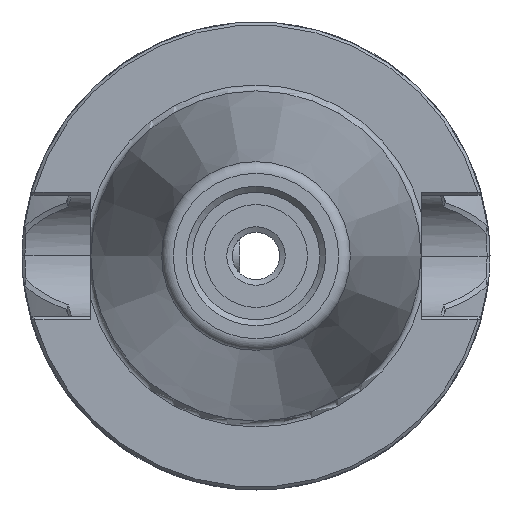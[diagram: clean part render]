
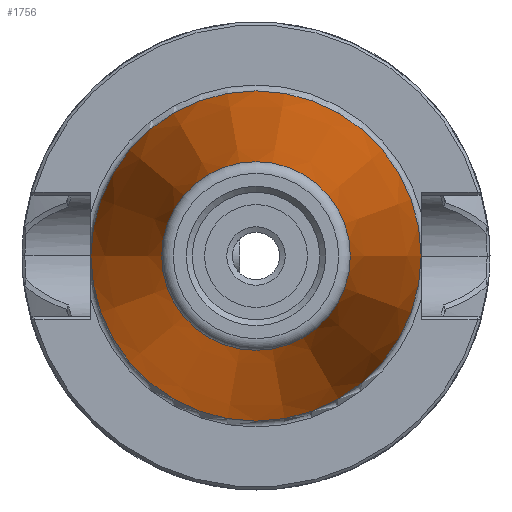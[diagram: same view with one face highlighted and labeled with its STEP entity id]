
A CAD part, left-side view. The second image highlights one B-rep face of the part: STEP entity #1756.
In plain terms, the highlighted conical face has half-angle 8.445 degrees and reference radius 17.363 mm.
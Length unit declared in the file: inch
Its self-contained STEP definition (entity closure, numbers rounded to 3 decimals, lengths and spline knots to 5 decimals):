
#257=LINE('',#3899,#345);
#345=VECTOR('',#2305,0.68356);
#360=CONICAL_SURFACE('',#1917,0.68356,0.147);
#527=FACE_OUTER_BOUND('',#629,.T.);
#629=EDGE_LOOP('',(#1580,#1581,#1582,#1583,#1584));
#690=CIRCLE('',#1918,0.875);
#691=CIRCLE('',#1919,0.50004);
#692=CIRCLE('',#1920,0.50004);
#860=VERTEX_POINT('',#3896);
#861=VERTEX_POINT('',#3898);
#862=VERTEX_POINT('',#3900);
#1106=EDGE_CURVE('',#860,#860,#690,.T.);
#1107=EDGE_CURVE('',#860,#861,#257,.T.);
#1108=EDGE_CURVE('',#862,#861,#691,.T.);
#1109=EDGE_CURVE('',#861,#862,#692,.T.);
#1580=ORIENTED_EDGE('',*,*,#1106,.T.);
#1581=ORIENTED_EDGE('',*,*,#1107,.T.);
#1582=ORIENTED_EDGE('',*,*,#1108,.F.);
#1583=ORIENTED_EDGE('',*,*,#1109,.F.);
#1584=ORIENTED_EDGE('',*,*,#1107,.F.);
#1756=ADVANCED_FACE('',(#527),#360,.T.);
#1917=AXIS2_PLACEMENT_3D('',#3895,#2301,#2302);
#1918=AXIS2_PLACEMENT_3D('',#3897,#2303,#2304);
#1919=AXIS2_PLACEMENT_3D('',#3901,#2306,#2307);
#1920=AXIS2_PLACEMENT_3D('',#3902,#2308,#2309);
#2301=DIRECTION('center_axis',(1.,0.,0.));
#2302=DIRECTION('ref_axis',(0.,-1.,0.));
#2303=DIRECTION('center_axis',(-1.,0.,0.));
#2304=DIRECTION('ref_axis',(0.,0.,1.));
#2305=DIRECTION('',(-0.989,-0.147,0.));
#2306=DIRECTION('center_axis',(-1.,0.,0.));
#2307=DIRECTION('ref_axis',(0.,1.,0.));
#2308=DIRECTION('center_axis',(-1.,0.,0.));
#2309=DIRECTION('ref_axis',(0.,1.,0.));
#3895=CARTESIAN_POINT('Origin',(-1.28937,0.,0.));
#3896=CARTESIAN_POINT('',(0.,0.875,0.));
#3897=CARTESIAN_POINT('Origin',(0.,0.,0.));
#3898=CARTESIAN_POINT('',(-2.52542,0.50004,0.));
#3899=CARTESIAN_POINT('',(-1.28937,0.68356,0.));
#3900=CARTESIAN_POINT('',(-2.52542,0.,-0.50004));
#3901=CARTESIAN_POINT('Origin',(-2.52542,0.,0.));
#3902=CARTESIAN_POINT('Origin',(-2.52542,0.,0.));
